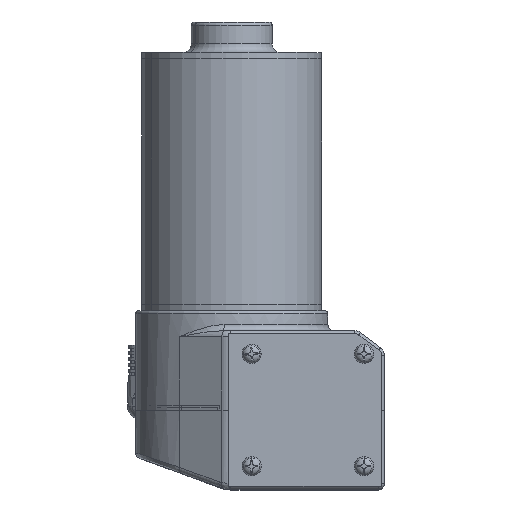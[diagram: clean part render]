
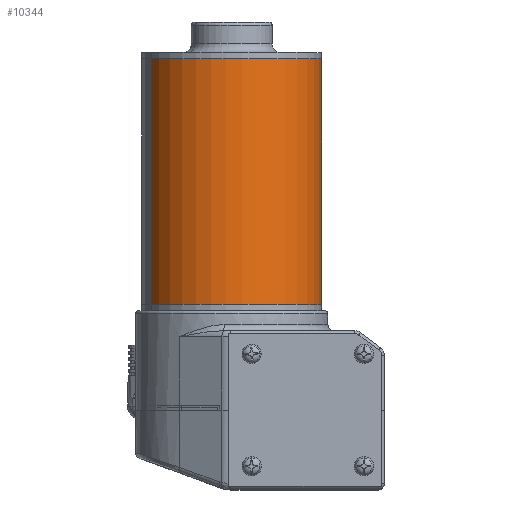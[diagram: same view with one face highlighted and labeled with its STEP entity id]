
A CAD part, top view. The second image highlights one B-rep face of the part: STEP entity #10344.
In plain terms, the highlighted cylindrical face has radius 29.5 mm (diameter 59 mm), a partial arc.
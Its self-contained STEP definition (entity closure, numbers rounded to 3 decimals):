
#1838 = VECTOR ( 'NONE', #25139, 1000. ) ;
#2393 = ORIENTED_EDGE ( 'NONE', *, *, #22092, .T. ) ;
#4059 = LINE ( 'NONE', #6486, #1838 ) ;
#5317 = VERTEX_POINT ( 'NONE', #19535 ) ;
#6486 = CARTESIAN_POINT ( 'NONE',  ( -29.5, 0., 80.5 ) ) ;
#6791 = CARTESIAN_POINT ( 'NONE',  ( 0., 0., 80.5 ) ) ;
#6816 = ORIENTED_EDGE ( 'NONE', *, *, #14854, .T. ) ;
#7433 = AXIS2_PLACEMENT_3D ( 'NONE', #26835, #13046, #29090 ) ;
#7633 = CARTESIAN_POINT ( 'NONE',  ( 0., 0., 80.5 ) ) ;
#7781 = VECTOR ( 'NONE', #10451, 1000. ) ;
#8059 = CARTESIAN_POINT ( 'NONE',  ( 29.5, 0., 80.5 ) ) ;
#9141 = DIRECTION ( 'NONE',  ( -1., 0., 0. ) ) ;
#10003 = DIRECTION ( 'NONE',  ( 1., 0., 0. ) ) ;
#10246 = EDGE_CURVE ( 'NONE', #13630, #10263, #4059, .T. ) ;
#10263 = VERTEX_POINT ( 'NONE', #11262 ) ;
#10344 = ADVANCED_FACE ( 'NONE', ( #19842 ), #29508, .T. ) ;
#10451 = DIRECTION ( 'NONE',  ( 0., 0., -1. ) ) ;
#11262 = CARTESIAN_POINT ( 'NONE',  ( -29.5, 0., 0. ) ) ;
#11520 = VERTEX_POINT ( 'NONE', #28999 ) ;
#13046 = DIRECTION ( 'NONE',  ( 0., 0., 1. ) ) ;
#13630 = VERTEX_POINT ( 'NONE', #16004 ) ;
#14642 = EDGE_CURVE ( 'NONE', #11520, #13630, #26040, .T. ) ;
#14854 = EDGE_CURVE ( 'NONE', #5317, #10263, #21032, .T. ) ;
#15443 = ORIENTED_EDGE ( 'NONE', *, *, #10246, .F. ) ;
#16004 = CARTESIAN_POINT ( 'NONE',  ( -29.5, 0., 80.5 ) ) ;
#16006 = AXIS2_PLACEMENT_3D ( 'NONE', #7633, #23962, #10003 ) ;
#19535 = CARTESIAN_POINT ( 'NONE',  ( 29.5, 0., 0. ) ) ;
#19842 = FACE_OUTER_BOUND ( 'NONE', #27489, .T. ) ;
#20503 = AXIS2_PLACEMENT_3D ( 'NONE', #6791, #23127, #9141 ) ;
#21029 = ORIENTED_EDGE ( 'NONE', *, *, #14642, .F. ) ;
#21032 = CIRCLE ( 'NONE', #7433, 29.5 ) ;
#22092 = EDGE_CURVE ( 'NONE', #11520, #5317, #26350, .T. ) ;
#23127 = DIRECTION ( 'NONE',  ( 0., 0., -1. ) ) ;
#23962 = DIRECTION ( 'NONE',  ( 0., 0., 1. ) ) ;
#25139 = DIRECTION ( 'NONE',  ( 0., 0., -1. ) ) ;
#26040 = CIRCLE ( 'NONE', #16006, 29.5 ) ;
#26350 = LINE ( 'NONE', #8059, #7781 ) ;
#26835 = CARTESIAN_POINT ( 'NONE',  ( 0., 0., 0. ) ) ;
#27489 = EDGE_LOOP ( 'NONE', ( #21029, #2393, #6816, #15443 ) ) ;
#28999 = CARTESIAN_POINT ( 'NONE',  ( 29.5, 0., 80.5 ) ) ;
#29090 = DIRECTION ( 'NONE',  ( 1., 0., 0. ) ) ;
#29508 = CYLINDRICAL_SURFACE ( 'NONE', #20503, 29.5 ) ;
